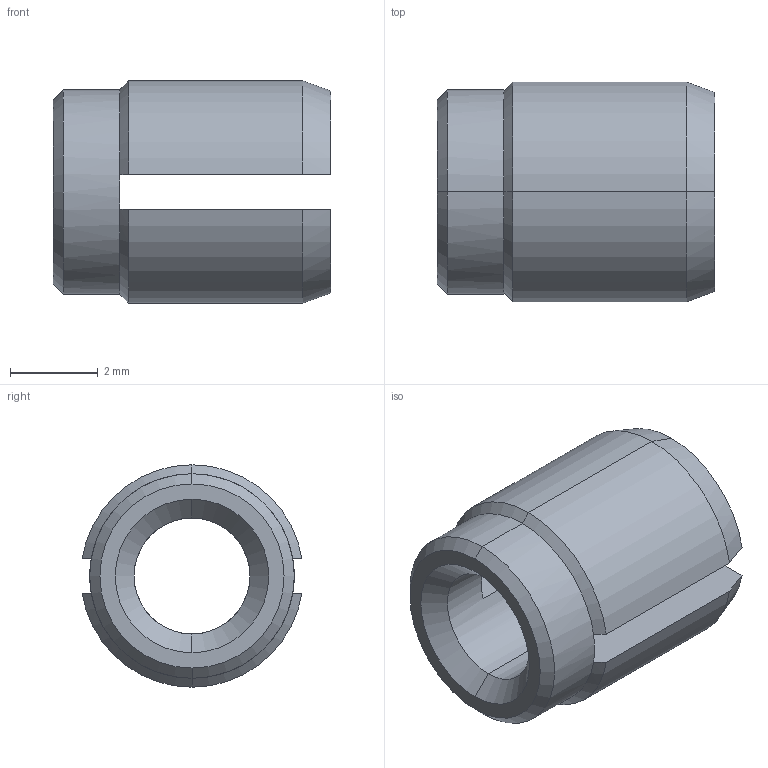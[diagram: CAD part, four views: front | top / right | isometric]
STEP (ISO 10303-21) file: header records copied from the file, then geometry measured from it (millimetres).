
FILE_DESCRIPTION(('starvars output'),'2;1');
FILE_NAME('cv20201129224341000018170.stp','22:43:41 2020/11/29',( 'Thomas Industrial Network Germany GmbH'),( 'Thomas Industrial Network Germany GmbH'),'unknown preprocess','ACIS' ,'unknown authorization');
FILE_SCHEMA(('AUTOMOTIVE_DESIGN_CC2 {UNKNOWN IMPLEMENTATION LEVEL}'));
Length unit declared in the file: millimetre
Products named in the file (1): PRODUCT_ID_1
Bounding box: 6.35 x 5.02 x 5.08 mm (x, y, z)
Volume: 76.4 mm3; surface area: 178.8 mm2
Topology: 1 solids, 1 shells, 33 faces, 80 edges, 48 vertices
Faces by surface type: cone 16, plane 9, cylinder 8
Entity records: 1060 total; most frequent: ORIENTED_EDGE 160, CARTESIAN_POINT 136, EDGE_CURVE 80, DIRECTION 76, VERTEX_POINT 48, EDGE_LOOP 34, FACE_BOUND 34, STYLED_ITEM 34
